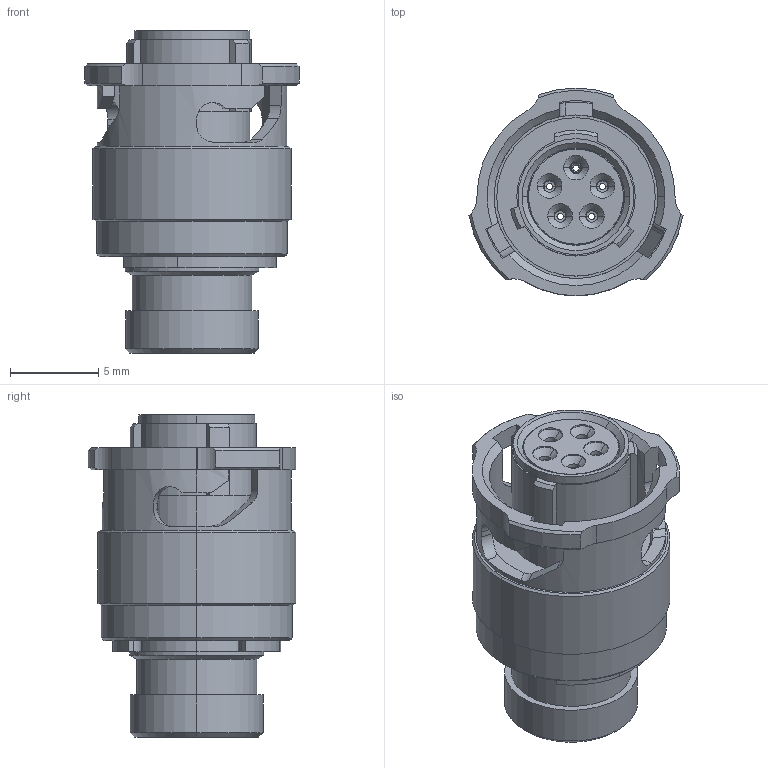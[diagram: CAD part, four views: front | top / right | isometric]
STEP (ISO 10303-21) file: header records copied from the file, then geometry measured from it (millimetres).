
FILE_DESCRIPTION (( 'STEP AP214' ), '1' );
FILE_NAME ('ASU603-05SA-HE.STEP', '2014-10-15T15:44:01', ( 'TE Connectivity' ), ( 'TE Connectivity' ), 'SwSTEP 2.0', 'SolidWorks 2014', '' );
FILE_SCHEMA (( 'AUTOMOTIVE_DESIGN' ));
Length unit declared in the file: millimetre
Products named in the file (1): ASU603-05SA-HE
Bounding box: 12.16 x 11.8 x 18.3 mm (x, y, z)
Volume: 744.2 mm3; surface area: 2307.2 mm2
Topology: 8 solids, 8 shells, 405 faces, 974 edges, 598 vertices
Faces by surface type: cylinder 206, cone 89, plane 88, torus 22
Entity records: 16566 total; most frequent: CARTESIAN_POINT 2277, DIRECTION 2203, ORIENTED_EDGE 1948, EDGE_CURVE 974, AXIS2_PLACEMENT_3D 890, VERTEX_POINT 598, CIRCLE 484, EDGE_LOOP 450
